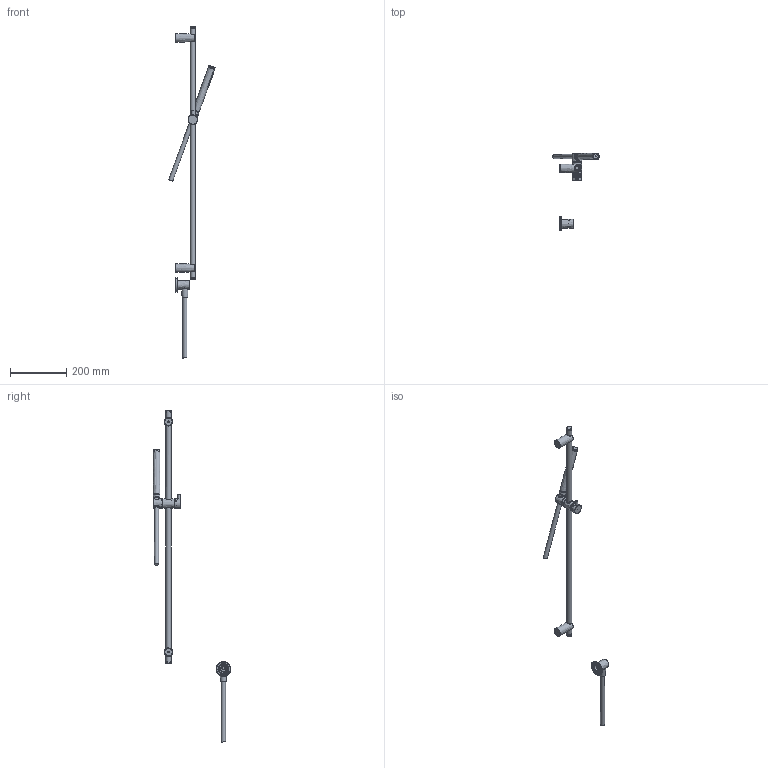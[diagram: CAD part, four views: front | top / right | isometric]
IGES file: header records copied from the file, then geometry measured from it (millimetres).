
Start section: C
Global section: file name: AR318-00.igs; native system: By Siemens PLM Incorporated; preprocessor: XPlus GENERIC/IGES 27.1.215; author: Author; organization: Title; date: 20260216.170545; units: millimetre
Bounding box: 165.67 x 276.01 x 1181.85 mm (x, y, z)
Volume: 302453.4 mm3; surface area: 220248.7 mm2
Topology: 21 solids, 21 shells, 1057 faces, 2719 edges, 1766 vertices
Faces by surface type: bspline 1057
